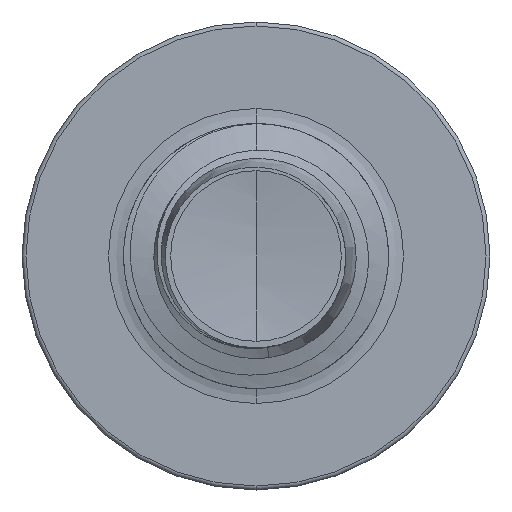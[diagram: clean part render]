
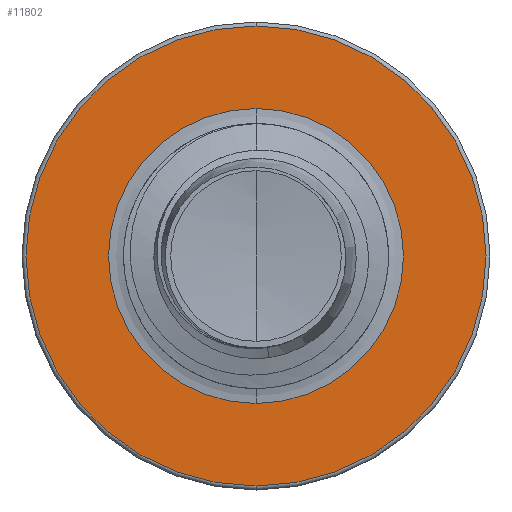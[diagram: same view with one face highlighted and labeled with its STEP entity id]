
A CAD part, front view. The second image highlights one B-rep face of the part: STEP entity #11802.
In plain terms, the highlighted planar face has unit normal (0, -1, 0).
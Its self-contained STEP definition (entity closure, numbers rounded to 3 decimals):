
#895 = AXIS2_PLACEMENT_3D ( 'NONE', #9632, #1676, #10876 ) ;
#1506 = DIRECTION ( 'NONE',  ( 0., 1., 0. ) ) ;
#1676 = DIRECTION ( 'NONE',  ( 0., 1., 0. ) ) ;
#2093 = EDGE_CURVE ( 'NONE', #10751, #4944, #8845, .T. ) ;
#2181 = DIRECTION ( 'NONE',  ( 0., 1., 0. ) ) ;
#2465 = VERTEX_POINT ( 'NONE', #3757 ) ;
#3545 = CARTESIAN_POINT ( 'NONE',  ( 0., 5., 2.605 ) ) ;
#3681 = ORIENTED_EDGE ( 'NONE', *, *, #14958, .F. ) ;
#3757 = CARTESIAN_POINT ( 'NONE',  ( 0., 5., -2.605 ) ) ;
#4944 = VERTEX_POINT ( 'NONE', #13213 ) ;
#5177 = AXIS2_PLACEMENT_3D ( 'NONE', #7721, #6143, #6650 ) ;
#5610 = EDGE_CURVE ( 'NONE', #4944, #10751, #11123, .T. ) ;
#5755 = EDGE_LOOP ( 'NONE', ( #15728, #3681 ) ) ;
#6143 = DIRECTION ( 'NONE',  ( 0., 1., 0. ) ) ;
#6650 = DIRECTION ( 'NONE',  ( 0., 0., 1. ) ) ;
#6933 = FACE_BOUND ( 'NONE', #14689, .T. ) ;
#7122 = ORIENTED_EDGE ( 'NONE', *, *, #2093, .T. ) ;
#7721 = CARTESIAN_POINT ( 'NONE',  ( 0., 5., 0. ) ) ;
#7792 = VERTEX_POINT ( 'NONE', #3545 ) ;
#7869 = AXIS2_PLACEMENT_3D ( 'NONE', #15587, #15571, #15569 ) ;
#8099 = AXIS2_PLACEMENT_3D ( 'NONE', #10105, #2181, #11269 ) ;
#8151 = CIRCLE ( 'NONE', #8099, 2.605 ) ;
#8845 = CIRCLE ( 'NONE', #5177, 1.67 ) ;
#9540 = CARTESIAN_POINT ( 'NONE',  ( 0., 5., 0. ) ) ;
#9632 = CARTESIAN_POINT ( 'NONE',  ( 0., 5., -1.67 ) ) ;
#10105 = CARTESIAN_POINT ( 'NONE',  ( 0., 5., 0. ) ) ;
#10525 = ORIENTED_EDGE ( 'NONE', *, *, #5610, .T. ) ;
#10745 = DIRECTION ( 'NONE',  ( 0., 0., 1. ) ) ;
#10751 = VERTEX_POINT ( 'NONE', #11010 ) ;
#10822 = AXIS2_PLACEMENT_3D ( 'NONE', #9540, #1506, #10745 ) ;
#10876 = DIRECTION ( 'NONE',  ( 0., 0., 1. ) ) ;
#11010 = CARTESIAN_POINT ( 'NONE',  ( 0., 5., 1.67 ) ) ;
#11123 = CIRCLE ( 'NONE', #7869, 1.67 ) ;
#11269 = DIRECTION ( 'NONE',  ( 0., 0., 1. ) ) ;
#11486 = EDGE_CURVE ( 'NONE', #7792, #2465, #8151, .T. ) ;
#11802 = ADVANCED_FACE ( 'NONE', ( #12846, #6933 ), #14924, .F. ) ;
#12846 = FACE_OUTER_BOUND ( 'NONE', #5755, .T. ) ;
#13213 = CARTESIAN_POINT ( 'NONE',  ( 0., 5., -1.67 ) ) ;
#14689 = EDGE_LOOP ( 'NONE', ( #7122, #10525 ) ) ;
#14924 = PLANE ( 'NONE',  #895 ) ;
#14958 = EDGE_CURVE ( 'NONE', #2465, #7792, #15729, .T. ) ;
#15569 = DIRECTION ( 'NONE',  ( 0., 0., 1. ) ) ;
#15571 = DIRECTION ( 'NONE',  ( 0., 1., 0. ) ) ;
#15587 = CARTESIAN_POINT ( 'NONE',  ( 0., 5., 0. ) ) ;
#15728 = ORIENTED_EDGE ( 'NONE', *, *, #11486, .F. ) ;
#15729 = CIRCLE ( 'NONE', #10822, 2.605 ) ;
